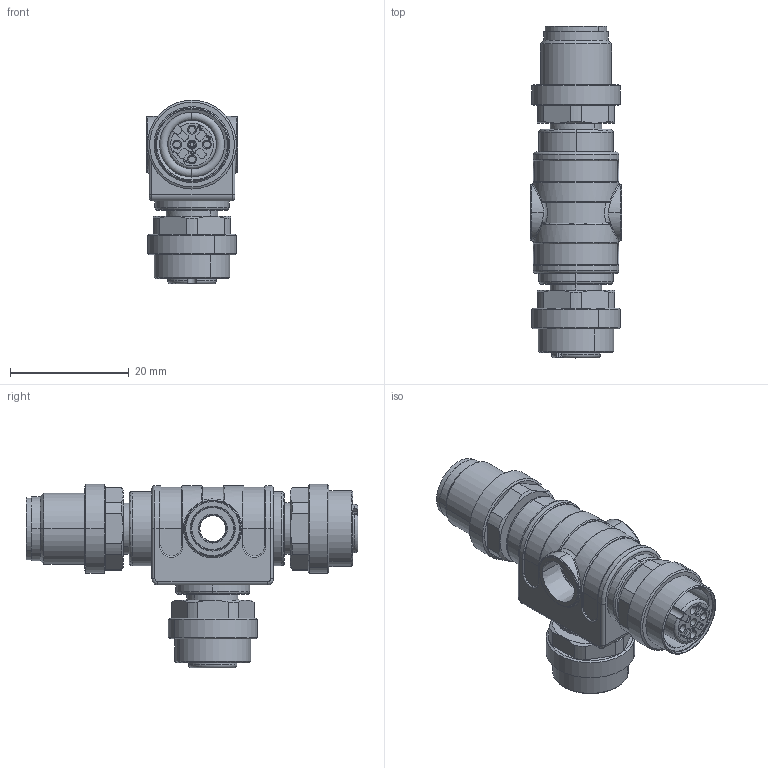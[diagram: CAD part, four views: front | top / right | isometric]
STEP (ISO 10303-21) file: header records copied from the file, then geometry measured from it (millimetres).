
FILE_DESCRIPTION((''),'2;1');
FILE_NAME('209640_ASM','2024-02-26T10:43:10',('banengservice'),('BANNER ENGINEERING'),'CREO PARAMETRIC BY PTC INC, 2022414','CREO PARAMETRIC BY PTC INC, 2022414','');
FILE_SCHEMA(('CONFIG_CONTROL_DESIGN'));
Length unit declared in the file: millimetre
Products named in the file (2): 806409; 209640_ASM
Assembly tree (1 placements, depth 2):
  209640_ASM
    806409
Bounding box: 15.4 x 56 x 31 mm (x, y, z)
Volume: 9267.3 mm3; surface area: 5839.6 mm2
Topology: 1 solids, 1 shells, 699 faces, 1840 edges, 1201 vertices
Faces by surface type: plane 222, cylinder 173, extrusion 131, torus 75, cone 74, bspline 16, sphere 8
Entity records: 23948 total; most frequent: CARTESIAN_POINT 6746, ORIENTED_EDGE 3664, DIRECTION 3398, EDGE_CURVE 1832, AXIS2_PLACEMENT_3D 1239, VERTEX_POINT 1201, VECTOR 920, LINE 789
